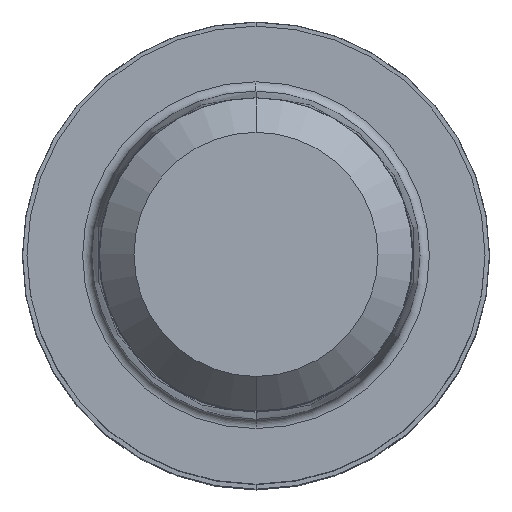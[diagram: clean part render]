
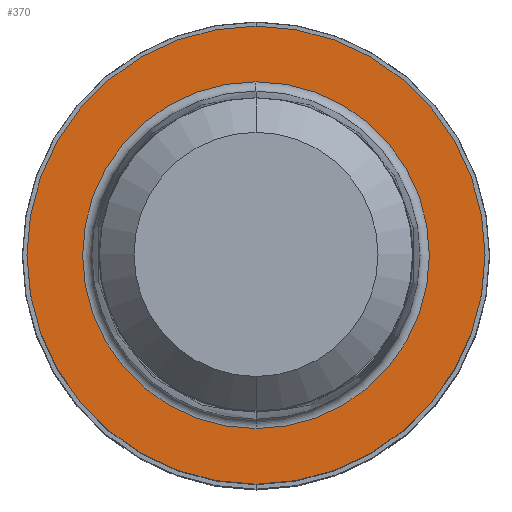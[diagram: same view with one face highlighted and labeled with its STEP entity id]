
A CAD part, top view. The second image highlights one B-rep face of the part: STEP entity #370.
In plain terms, the highlighted planar face has unit normal (0, 0, 1).
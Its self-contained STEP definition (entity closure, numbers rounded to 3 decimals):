
#172=VERTEX_POINT('',#461);
#184=EDGE_CURVE('',#320,#172,#474,.T.);
#232=VERTEX_POINT('',#530);
#248=EDGE_CURVE('',#172,#320,#551,.T.);
#320=VERTEX_POINT('',#630);
#322=EDGE_CURVE('',#338,#232,#632,.T.);
#338=VERTEX_POINT('',#650);
#370=ADVANCED_FACE('',(#684,#685),#686,.T.);
#376=EDGE_CURVE('',#232,#338,#692,.T.);
#461=CARTESIAN_POINT('',(0.0,4.9,0.01));
#474=CIRCLE('',#798,4.9);
#530=CARTESIAN_POINT('',(0.,-3.71,0.01));
#551=CIRCLE('',#889,4.9);
#630=CARTESIAN_POINT('',(0.,-4.9,0.01));
#632=CIRCLE('',#1004,3.71);
#650=CARTESIAN_POINT('',(0.0,3.71,0.01));
#684=FACE_OUTER_BOUND('',#1065,.T.);
#685=FACE_BOUND('',#1066,.T.);
#686=PLANE('',#1067);
#692=CIRCLE('',#1077,3.71);
#798=AXIS2_PLACEMENT_3D('',#1179,#1180,#1181);
#889=AXIS2_PLACEMENT_3D('',#1298,#1299,#1300);
#1004=AXIS2_PLACEMENT_3D('',#1389,#1390,#1391);
#1065=EDGE_LOOP('',(#1446,#1447));
#1066=EDGE_LOOP('',(#1448,#1449));
#1067=AXIS2_PLACEMENT_3D('',#1450,#1451,#1452);
#1077=AXIS2_PLACEMENT_3D('',#1457,#1458,#1459);
#1179=CARTESIAN_POINT('',(0.0,0.0,0.01));
#1180=DIRECTION('',(0.0,0.0,-1.0));
#1181=DIRECTION('',(0.0,1.0,0.0));
#1298=CARTESIAN_POINT('',(0.0,0.0,0.01));
#1299=DIRECTION('',(0.0,0.0,-1.0));
#1300=DIRECTION('',(0.0,1.0,0.0));
#1389=CARTESIAN_POINT('',(0.0,0.0,0.01));
#1390=DIRECTION('',(0.0,0.0,-1.0));
#1391=DIRECTION('',(0.0,1.0,0.0));
#1446=ORIENTED_EDGE('',*,*,#248,.F.);
#1447=ORIENTED_EDGE('',*,*,#184,.F.);
#1448=ORIENTED_EDGE('',*,*,#322,.T.);
#1449=ORIENTED_EDGE('',*,*,#376,.T.);
#1450=CARTESIAN_POINT('',(0.0,2.45,0.01));
#1451=DIRECTION('',(-0.0,0.0,1.0));
#1452=DIRECTION('',(0.0,-1.0,0.0));
#1457=CARTESIAN_POINT('',(0.0,0.0,0.01));
#1458=DIRECTION('',(0.0,0.0,-1.0));
#1459=DIRECTION('',(0.0,1.0,0.0));
